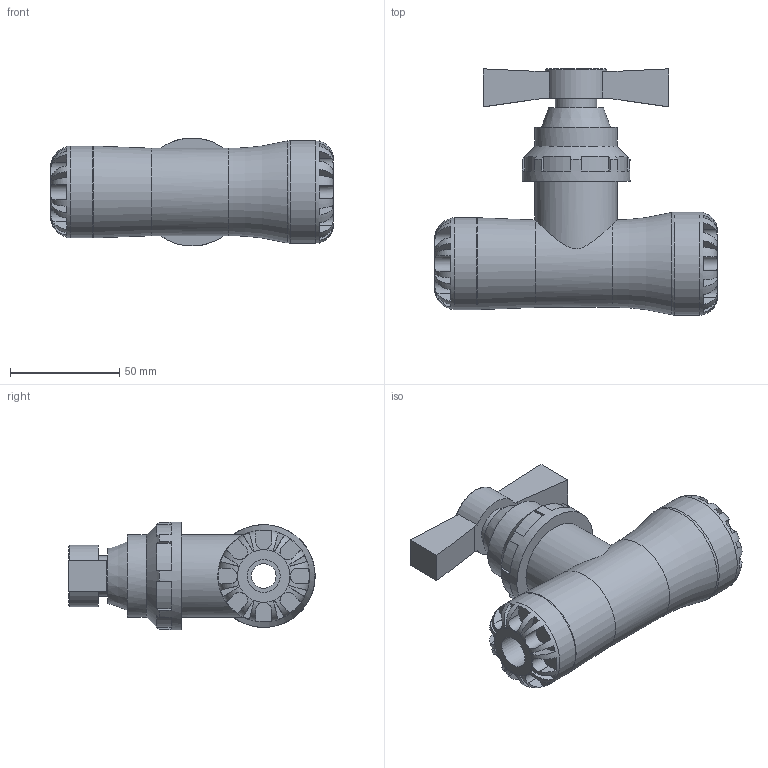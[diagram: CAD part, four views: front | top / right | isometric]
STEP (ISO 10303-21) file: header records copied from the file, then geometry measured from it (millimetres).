
FILE_DESCRIPTION(/* description */ ('PLASSON COPPER PIPE ADAPTOR STOPTAP 25-15 SERIES 1'),/* implementation_level */ '2;1');
FILE_NAME(/* name */ '0341C0025015.ipt.stp',/* time_stamp */ '2017-02-12T11:55:53+02:00',/* author */ ('KIM'),/* organization */ (''),/* preprocessor_version */ 'ST-DEVELOPER v15.6',/* originating_system */ 'Autodesk Inventor 2015',/* authorisation */ '');
FILE_SCHEMA (('AUTOMOTIVE_DESIGN { 1 0 10303 214 3 1 1 }'));
Length unit declared in the file: millimetre
Products named in the file (1): 0341C0025015
Bounding box: 129 x 112.5 x 49.33 mm (x, y, z)
Volume: 218883.7 mm3; surface area: 42367 mm2
Topology: 1 solids, 1 shells, 204 faces, 530 edges, 334 vertices
Faces by surface type: plane 143, cylinder 50, torus 7, cone 4
Full cylindrical faces by diameter (mm): 15 x1, 18.8 x1, 25 x1, 28.2 x1, 37.6 x2, 42 x1, 47 x1, 49.35 x1
Entity records: 7429 total; most frequent: CARTESIAN_POINT 2452, ORIENTED_EDGE 1002, DIRECTION 970, EDGE_CURVE 501, AXIS2_PLACEMENT_3D 380, VERTEX_POINT 325, EDGE_LOOP 232, LINE 210
